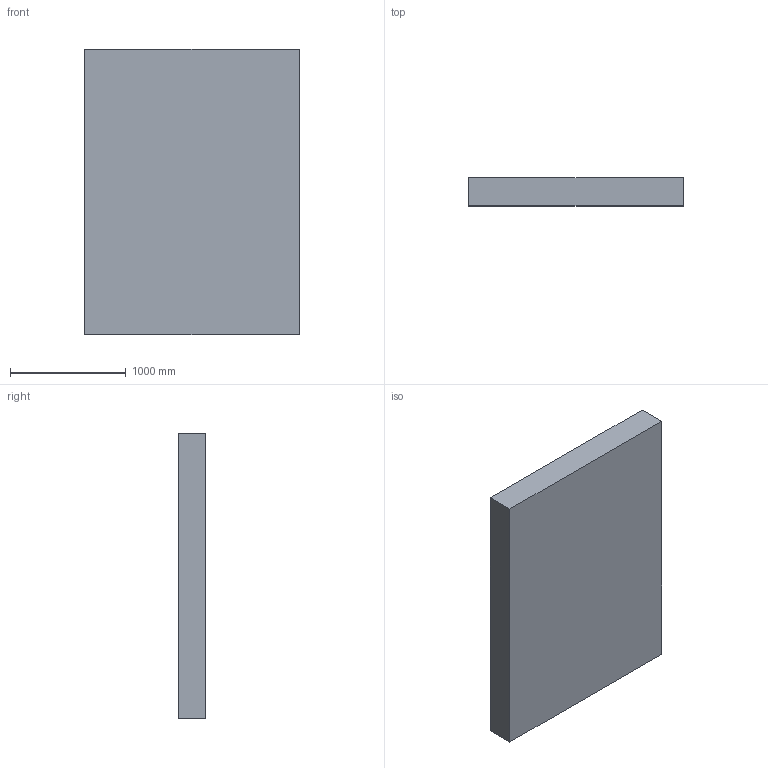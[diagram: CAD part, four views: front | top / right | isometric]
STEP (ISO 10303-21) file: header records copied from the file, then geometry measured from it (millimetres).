
FILE_DESCRIPTION(/* description */ (''),/* implementation_level */ '2;1');
FILE_NAME(/* name */ 'Game-field v2.step',/* time_stamp */ '2024-03-29T17:28:49+09:00',/* author */ (''),/* organization */ (''),/* preprocessor_version */ 'ST-DEVELOPER v20',/* originating_system */ 'Autodesk Translation Framework v12.20.1.177',/* authorisation */ '');
FILE_SCHEMA (('AUTOMOTIVE_DESIGN { 1 0 10303 214 3 1 1 }'));
Length unit declared in the file: millimetre
Products named in the file (1): Game-field
Bounding box: 1860 x 240 x 2470 mm (x, y, z)
Volume: 139949539.5 mm3; surface area: 13329929.6 mm2
Topology: 1 solids, 1 shells, 94 faces, 241 edges, 158 vertices
Faces by surface type: plane 79, cylinder 15
Full cylindrical faces by diameter (mm): 10 x5, 595 x1, 605 x1
Entity records: 2911 total; most frequent: CARTESIAN_POINT 494, ORIENTED_EDGE 482, DIRECTION 461, EDGE_CURVE 241, LINE 211, VECTOR 211, VERTEX_POINT 158, AXIS2_PLACEMENT_3D 125
